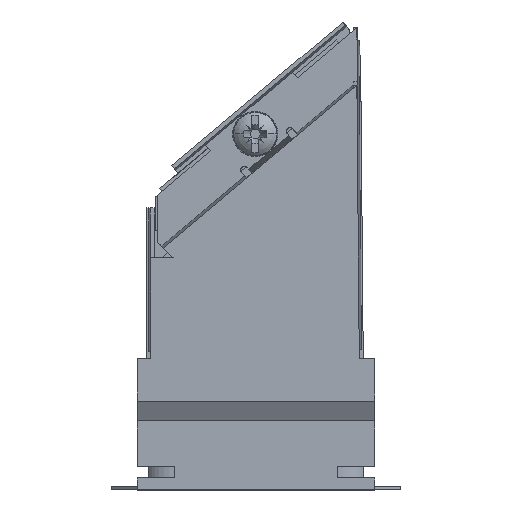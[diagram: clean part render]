
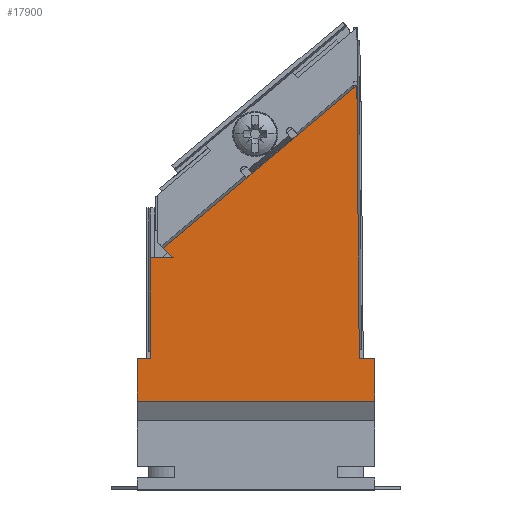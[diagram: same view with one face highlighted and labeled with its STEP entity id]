
A CAD part, top view. The second image highlights one B-rep face of the part: STEP entity #17900.
In plain terms, the highlighted face is planar.
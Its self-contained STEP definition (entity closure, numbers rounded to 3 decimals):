
#4290=CARTESIAN_POINT('',(-230.336,191.419,43.139));
#4300=VERTEX_POINT('',#4290);
#4330=CARTESIAN_POINT('',(-230.336,0.,43.139));
#4340=DIRECTION('',(0.,-1.,0.));
#4350=VECTOR('',#4340,1.);
#4360=LINE('',#4330,#4350);
#4370=CARTESIAN_POINT('',(-230.336,159.619,43.139));
#4380=VERTEX_POINT('',#4370);
#4390=EDGE_CURVE('',#4300,#4380,#4360,.T.);
#5690=CARTESIAN_POINT('',(-230.336,186.646,62.366)
);
#5700=VERTEX_POINT('',#5690);
#5730=CARTESIAN_POINT('',(-230.336,0.,62.366));
#5740=DIRECTION('',(0.,-1.,0.));
#5750=VECTOR('',#5740,1.);
#5760=LINE('',#5730,#5750);
#5770=CARTESIAN_POINT('',(-230.336,189.605,62.366)
);
#5780=VERTEX_POINT('',#5770);
#5790=EDGE_CURVE('',#5780,#5700,#5760,.T.);
#11490=CARTESIAN_POINT('',(-230.336,159.619,48.889));
#11500=VERTEX_POINT('',#11490);
#11530=CARTESIAN_POINT('',(-230.336,0.,48.889));
#11540=DIRECTION('',(0.,-1.,0.));
#11550=VECTOR('',#11540,1.);
#11560=LINE('',#11530,#11550);
#11570=CARTESIAN_POINT('',(-230.336,161.671,48.889
));
#11580=VERTEX_POINT('',#11570);
#11590=EDGE_CURVE('',#11580,#11500,#11560,.T.);
#17300=CARTESIAN_POINT('',(-230.336,156.889,78.307
));
#17310=DIRECTION('',(-1.,0.,0.));
#17320=DIRECTION('',(0.,-1.,0.));
#17330=AXIS2_PLACEMENT_3D('',#17300,#17310,#17320);
#17340=PLANE('',#17330);
#17350=ORIENTED_EDGE('',*,*,#11590,.F.);
#17360=CARTESIAN_POINT('',(-230.336,159.619,0.));
#17370=DIRECTION('',(0.,0.,-1.));
#17380=VECTOR('',#17370,1.);
#17390=LINE('',#17360,#17380);
#17400=EDGE_CURVE('',#11500,#4380,#17390,.T.);
#17410=ORIENTED_EDGE('',*,*,#17400,.F.);
#17420=ORIENTED_EDGE('',*,*,#4390,.T.);
#17430=CARTESIAN_POINT('',(-230.336,191.419,0.));
#17440=DIRECTION('',(0.,0.,1.));
#17450=VECTOR('',#17440,1.);
#17460=LINE('',#17430,#17450);
#17470=CARTESIAN_POINT('',(-230.336,191.419,48.866));
#17480=VERTEX_POINT('',#17470);
#17490=EDGE_CURVE('',#4300,#17480,#17460,.T.);
#17500=ORIENTED_EDGE('',*,*,#17490,.F.);
#17510=CARTESIAN_POINT('',(-230.336,0.,48.866));
#17520=DIRECTION('',(0.,1.,0.));
#17530=VECTOR('',#17520,1.);
#17540=LINE('',#17510,#17530);
#17550=CARTESIAN_POINT('',(-230.336,189.605,48.866
));
#17560=VERTEX_POINT('',#17550);
#17570=EDGE_CURVE('',#17560,#17480,#17540,.T.);
#17580=ORIENTED_EDGE('',*,*,#17570,.T.);
#17590=CARTESIAN_POINT('',(-230.336,189.605,0.));
#17600=DIRECTION('',(0.,0.,1.));
#17610=VECTOR('',#17600,1.);
#17620=LINE('',#17590,#17610);
#17630=EDGE_CURVE('',#17560,#5780,#17620,.T.);
#17640=ORIENTED_EDGE('',*,*,#17630,.F.);
#17650=ORIENTED_EDGE('',*,*,#5790,.F.);
#17660=CARTESIAN_POINT('',(-230.336,124.28,0.));
#17670=DIRECTION('',(0.,-0.707,-0.707));
#17680=VECTOR('',#17670,1.);
#17690=LINE('',#17660,#17680);
#17700=CARTESIAN_POINT('',(-230.336,187.956,63.676)
);
#17710=VERTEX_POINT('',#17700);
#17720=EDGE_CURVE('',#17710,#5700,#17690,.T.);
#17730=ORIENTED_EDGE('',*,*,#17720,.T.);
#17740=CARTESIAN_POINT('',(-230.336,0.,221.39));
#17750=DIRECTION('',(0.,-0.766,0.643));
#17760=VECTOR('',#17750,1.);
#17770=LINE('',#17740,#17760);
#17780=CARTESIAN_POINT('',(-230.336,161.99,85.464
));
#17790=VERTEX_POINT('',#17780);
#17800=EDGE_CURVE('',#17710,#17790,#17770,.T.);
#17810=ORIENTED_EDGE('',*,*,#17800,.F.);
#17820=CARTESIAN_POINT('',(-230.336,161.244,0.));
#17830=DIRECTION('',(0.,0.009,1.));
#17840=VECTOR('',#17830,1.);
#17850=LINE('',#17820,#17840);
#17860=EDGE_CURVE('',#11580,#17790,#17850,.T.);
#17870=ORIENTED_EDGE('',*,*,#17860,.T.);
#17880=EDGE_LOOP('',(#17870,#17810,#17730,#17650,#17640,#17580,#17500,
#17420,#17410,#17350));
#17890=FACE_OUTER_BOUND('',#17880,.T.);
#17900=ADVANCED_FACE('',(#17890),#17340,.T.);
